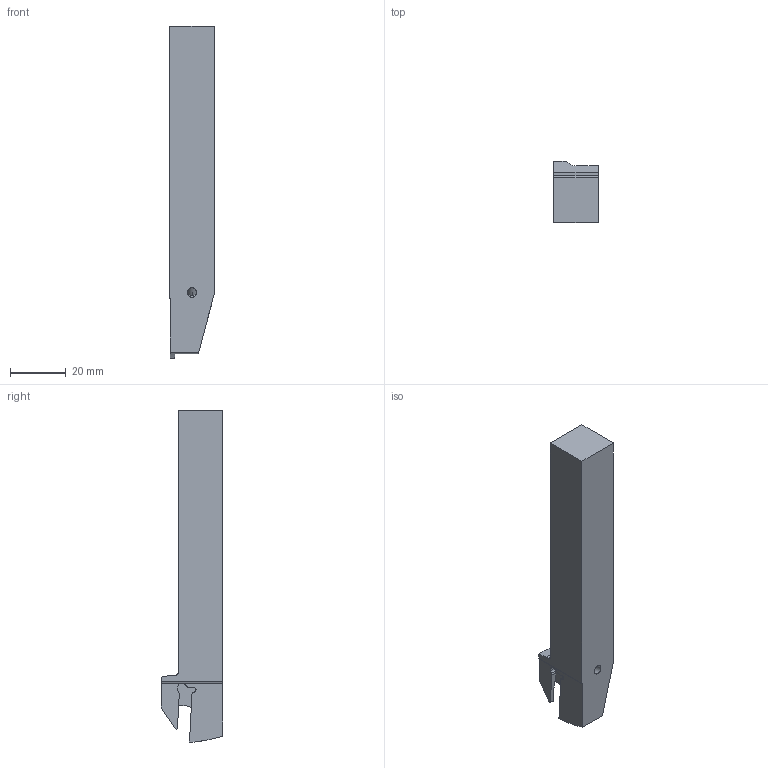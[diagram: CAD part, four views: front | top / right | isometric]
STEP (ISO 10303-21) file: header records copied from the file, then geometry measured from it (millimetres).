
FILE_DESCRIPTION(/* description */ (''),/* implementation_level */ '2;1');
FILE_NAME(/* name */ 'GYSR1616JX00-D13.stp',/* time_stamp */ '2021-08-18T15:29:40+09:00',/* author */ (''),/* organization */ (''),/* preprocessor_version */ 'ST-DEVELOPER v16',/* originating_system */ 'SIEMENS PLM Software NX 10.0',/* authorisation */ '');
FILE_SCHEMA (('AUTOMOTIVE_DESIGN { 1 0 10303 214 3 1 1 1 }'));
Length unit declared in the file: millimetre
Products named in the file (1): GYSR1616JX00-D13_ASM
Bounding box: 16 x 22 x 119 mm (x, y, z)
Volume: 28212.1 mm3; surface area: 8434.7 mm2
Topology: 2 solids, 2 shells, 92 faces, 260 edges, 174 vertices
Faces by surface type: cylinder 37, plane 35, cone 14, torus 4, sphere 2
Entity records: 3546 total; most frequent: CARTESIAN_POINT 1040, ORIENTED_EDGE 516, DIRECTION 511, EDGE_CURVE 258, AXIS2_PLACEMENT_3D 191, VERTEX_POINT 171, LINE 129, VECTOR 129
